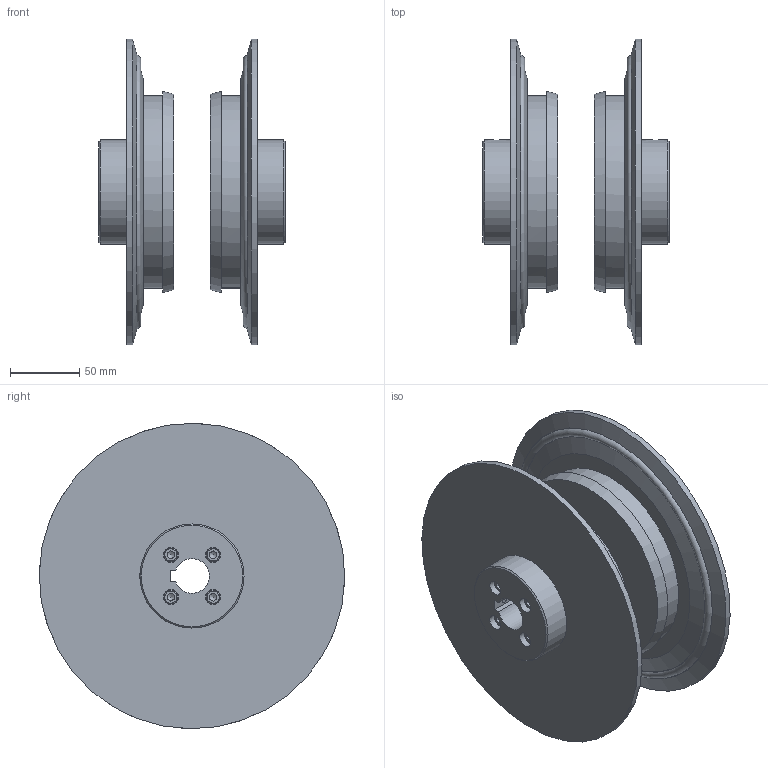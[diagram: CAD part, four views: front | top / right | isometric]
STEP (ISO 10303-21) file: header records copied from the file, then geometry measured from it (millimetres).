
FILE_DESCRIPTION(/* description */ (''),/* implementation_level */ '2;1');
FILE_NAME(/* name */ 'TRUS006001.stp',/* time_stamp */ '2020-08-25T14:12:00+02:00',/* author */ ('pb'),/* organization */ (''),/* preprocessor_version */ 'ST-DEVELOPER v17.2',/* originating_system */ 'Autodesk Inventor 2019',/* authorisation */ '');
FILE_SCHEMA (('AUTOMOTIVE_DESIGN { 1 0 10303 214 3 1 1 }'));
Length unit declared in the file: millimetre
Products named in the file (1): Part1
Bounding box: 134 x 219.97 x 219.97 mm (x, y, z)
Volume: 1201164.4 mm3; surface area: 304702.7 mm2
Topology: 2 solids, 12 shells, 295 faces, 844 edges, 615 vertices
Faces by surface type: plane 149, cylinder 72, cone 54, torus 20
Full cylindrical faces by diameter (mm): 4.917 x2, 5 x8, 6 x10, 6.6 x8, 10 x8, 11 x8, 54 x4, 60 x2, 60.5 x2, 75 x2, 133 x4, 139 x3, 220 x2
Entity records: 10359 total; most frequent: CARTESIAN_POINT 2063, DIRECTION 1689, ORIENTED_EDGE 1652, EDGE_CURVE 826, AXIS2_PLACEMENT_3D 683, VERTEX_POINT 615, CIRCLE 387, EDGE_LOOP 383
